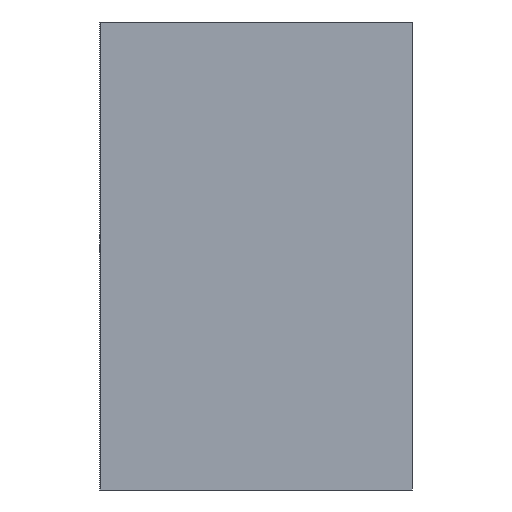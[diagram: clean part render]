
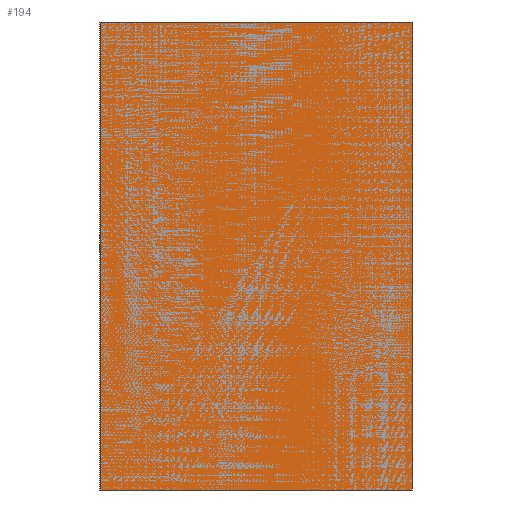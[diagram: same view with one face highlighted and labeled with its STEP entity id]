
A CAD part, left-side view. The second image highlights one B-rep face of the part: STEP entity #194.
In plain terms, the highlighted planar face has unit normal (-1, 0, 0).
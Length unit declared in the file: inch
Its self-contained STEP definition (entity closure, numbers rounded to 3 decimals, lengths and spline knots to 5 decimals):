
#121=CARTESIAN_POINT('Line Origine',(0.,1.,0.)) ;
#125=CARTESIAN_POINT('Vertex',(0.,2.,0.)) ;
#127=CARTESIAN_POINT('Vertex',(0.,0.,0.)) ;
#152=CARTESIAN_POINT('Line Origine',(0.,2.,1.5)) ;
#156=CARTESIAN_POINT('Vertex',(0.,2.,3.)) ;
#171=CARTESIAN_POINT('Axis2P3D Location',(0.,2.,0.)) ;
#176=CARTESIAN_POINT('Line Origine',(0.,0.,1.5)) ;
#180=CARTESIAN_POINT('Vertex',(0.,0.,3.)) ;
#183=CARTESIAN_POINT('Line Origine',(0.,1.,3.)) ;
#123=VECTOR('Line Direction',#122,0.03937) ;
#154=VECTOR('Line Direction',#153,0.03937) ;
#178=VECTOR('Line Direction',#177,0.03937) ;
#185=VECTOR('Line Direction',#184,0.03937) ;
#122=DIRECTION('Vector Direction',(0.,-0.039,0.)) ;
#153=DIRECTION('Vector Direction',(0.,0.,0.039)) ;
#172=DIRECTION('Axis2P3D Direction',(-0.039,0.,0.)) ;
#173=DIRECTION('Axis2P3D XDirection',(0.,-0.039,0.)) ;
#177=DIRECTION('Vector Direction',(0.,0.,0.039)) ;
#184=DIRECTION('Vector Direction',(0.,-0.039,0.)) ;
#174=AXIS2_PLACEMENT_3D('Plane Axis2P3D',#171,#172,#173) ;
#124=LINE('Line',#121,#123) ;
#155=LINE('Line',#152,#154) ;
#179=LINE('Line',#176,#178) ;
#186=LINE('Line',#183,#185) ;
#175=PLANE('',#174) ;
#129=EDGE_CURVE('',#126,#128,#124,.T.) ;
#158=EDGE_CURVE('',#126,#157,#155,.T.) ;
#182=EDGE_CURVE('',#128,#181,#179,.T.) ;
#187=EDGE_CURVE('',#157,#181,#186,.T.) ;
#188=EDGE_LOOP('',(#189,#190,#191,#192)) ;
#189=ORIENTED_EDGE('',*,*,#158,.F.) ;
#190=ORIENTED_EDGE('',*,*,#129,.T.) ;
#191=ORIENTED_EDGE('',*,*,#182,.T.) ;
#192=ORIENTED_EDGE('',*,*,#187,.F.) ;
#126=VERTEX_POINT('',#125) ;
#128=VERTEX_POINT('',#127) ;
#157=VERTEX_POINT('',#156) ;
#181=VERTEX_POINT('',#180) ;
#194=ADVANCED_FACE('PartBody',(#193),#175,.T.) ;
#193=FACE_OUTER_BOUND('',#188,.T.) ;
